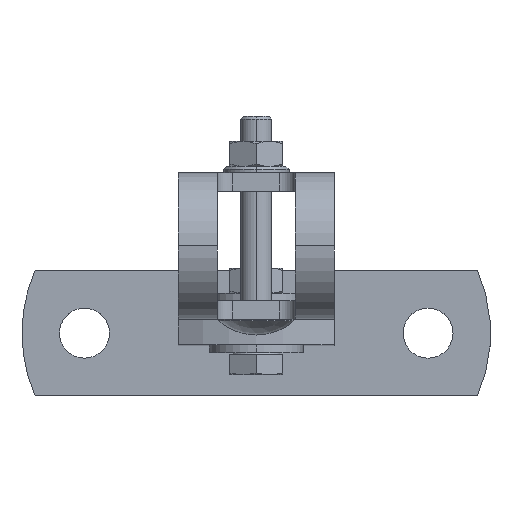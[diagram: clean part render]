
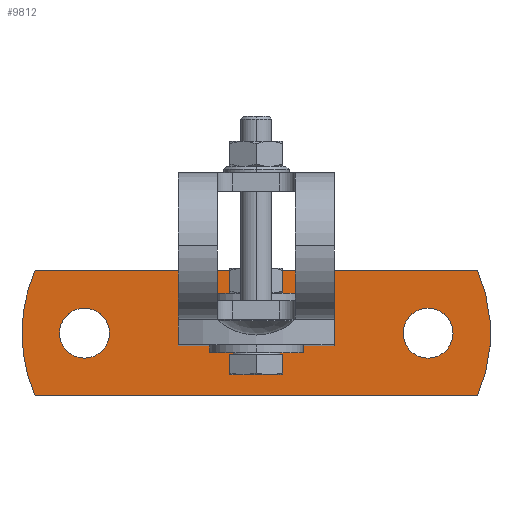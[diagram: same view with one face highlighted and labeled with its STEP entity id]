
A CAD part, top view. The second image highlights one B-rep face of the part: STEP entity #9812.
In plain terms, the highlighted planar face has unit normal (0, 0, 1).
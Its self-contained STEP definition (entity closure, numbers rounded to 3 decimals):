
#313 = ORIENTED_EDGE ( 'NONE', *, *, #5974, .F. ) ;
#353 = VERTEX_POINT ( 'NONE', #5957 ) ;
#399 = DIRECTION ( 'NONE',  ( -1., 0., 0. ) ) ;
#427 = CARTESIAN_POINT ( 'NONE',  ( -55., 0., 8. ) ) ;
#572 = DIRECTION ( 'NONE',  ( 1., 0., 0. ) ) ;
#767 = CIRCLE ( 'NONE', #2118, 8. ) ;
#847 = VECTOR ( 'NONE', #1405, 1000. ) ;
#993 = CIRCLE ( 'NONE', #4506, 8. ) ;
#1375 = ORIENTED_EDGE ( 'NONE', *, *, #8995, .T. ) ;
#1392 = CIRCLE ( 'NONE', #8750, 50. ) ;
#1405 = DIRECTION ( 'NONE',  ( -1., 0., 0. ) ) ;
#1623 = CARTESIAN_POINT ( 'NONE',  ( 63., 0., 8. ) ) ;
#1865 = EDGE_CURVE ( 'NONE', #10422, #6236, #1392, .T. ) ;
#1915 = ORIENTED_EDGE ( 'NONE', *, *, #6994, .T. ) ;
#2118 = AXIS2_PLACEMENT_3D ( 'NONE', #5621, #9330, #6446 ) ;
#2388 = EDGE_CURVE ( 'NONE', #4900, #353, #5273, .T. ) ;
#2632 = CARTESIAN_POINT ( 'NONE',  ( 47., 0., 8. ) ) ;
#2893 = DIRECTION ( 'NONE',  ( 0., 0., -1. ) ) ;
#3478 = ORIENTED_EDGE ( 'NONE', *, *, #2388, .T. ) ;
#3494 = CARTESIAN_POINT ( 'NONE',  ( 70.826, 20., 8. ) ) ;
#3557 = CARTESIAN_POINT ( 'NONE',  ( 25., 0., 8. ) ) ;
#3618 = ORIENTED_EDGE ( 'NONE', *, *, #11196, .T. ) ;
#3636 = DIRECTION ( 'NONE',  ( 0., 0., 1. ) ) ;
#3667 = CIRCLE ( 'NONE', #9687, 50. ) ;
#3683 = VERTEX_POINT ( 'NONE', #2632 ) ;
#3973 = ORIENTED_EDGE ( 'NONE', *, *, #10101, .T. ) ;
#4020 = DIRECTION ( 'NONE',  ( -1., 0., 0. ) ) ;
#4113 = AXIS2_PLACEMENT_3D ( 'NONE', #11334, #2893, #399 ) ;
#4486 = DIRECTION ( 'NONE',  ( 1., 0., 0. ) ) ;
#4506 = AXIS2_PLACEMENT_3D ( 'NONE', #427, #5977, #4020 ) ;
#4529 = CARTESIAN_POINT ( 'NONE',  ( 70.826, -20., 8. ) ) ;
#4539 = FACE_BOUND ( 'NONE', #8643, .T. ) ;
#4900 = VERTEX_POINT ( 'NONE', #7286 ) ;
#5129 = EDGE_LOOP ( 'NONE', ( #6971, #1375, #3478, #1915, #8295 ) ) ;
#5273 = CIRCLE ( 'NONE', #8755, 50. ) ;
#5286 = CARTESIAN_POINT ( 'NONE',  ( -70.826, -20., 8. ) ) ;
#5355 = ORIENTED_EDGE ( 'NONE', *, *, #7024, .F. ) ;
#5383 = FACE_BOUND ( 'NONE', #7134, .T. ) ;
#5442 = FACE_OUTER_BOUND ( 'NONE', #5129, .T. ) ;
#5517 = VERTEX_POINT ( 'NONE', #8373 ) ;
#5523 = DIRECTION ( 'NONE',  ( 1., 0., 0. ) ) ;
#5621 = CARTESIAN_POINT ( 'NONE',  ( 55., 0., 8. ) ) ;
#5957 = CARTESIAN_POINT ( 'NONE',  ( -75., 0., 8. ) ) ;
#5974 = EDGE_CURVE ( 'NONE', #3683, #10413, #9679, .T. ) ;
#5977 = DIRECTION ( 'NONE',  ( 0., 0., -1. ) ) ;
#6048 = VERTEX_POINT ( 'NONE', #9942 ) ;
#6069 = DIRECTION ( 'NONE',  ( 1., 0., 0. ) ) ;
#6199 = CARTESIAN_POINT ( 'NONE',  ( -25., 0., 8. ) ) ;
#6236 = VERTEX_POINT ( 'NONE', #4529 ) ;
#6328 = CARTESIAN_POINT ( 'NONE',  ( -25., 0., 8. ) ) ;
#6446 = DIRECTION ( 'NONE',  ( 1., 0., 0. ) ) ;
#6971 = ORIENTED_EDGE ( 'NONE', *, *, #1865, .F. ) ;
#6994 = EDGE_CURVE ( 'NONE', #353, #8336, #3667, .T. ) ;
#7024 = EDGE_CURVE ( 'NONE', #10413, #3683, #767, .T. ) ;
#7106 = CARTESIAN_POINT ( 'NONE',  ( 70.826, 20., 8. ) ) ;
#7134 = EDGE_LOOP ( 'NONE', ( #3973, #3618 ) ) ;
#7279 = DIRECTION ( 'NONE',  ( 0., 0., -1. ) ) ;
#7286 = CARTESIAN_POINT ( 'NONE',  ( -70.826, 20., 8. ) ) ;
#7480 = VECTOR ( 'NONE', #6069, 1000. ) ;
#7891 = LINE ( 'NONE', #10673, #7480 ) ;
#8295 = ORIENTED_EDGE ( 'NONE', *, *, #9688, .T. ) ;
#8336 = VERTEX_POINT ( 'NONE', #5286 ) ;
#8373 = CARTESIAN_POINT ( 'NONE',  ( -63., 0., 8. ) ) ;
#8643 = EDGE_LOOP ( 'NONE', ( #313, #5355 ) ) ;
#8750 = AXIS2_PLACEMENT_3D ( 'NONE', #10091, #9183, #11704 ) ;
#8755 = AXIS2_PLACEMENT_3D ( 'NONE', #6328, #11012, #572 ) ;
#8995 = EDGE_CURVE ( 'NONE', #10422, #4900, #11780, .T. ) ;
#9146 = DIRECTION ( 'NONE',  ( -1., 0., 0. ) ) ;
#9183 = DIRECTION ( 'NONE',  ( 0., 0., -1. ) ) ;
#9278 = CARTESIAN_POINT ( 'NONE',  ( 55., 0., 8. ) ) ;
#9330 = DIRECTION ( 'NONE',  ( 0., 0., 1. ) ) ;
#9679 = CIRCLE ( 'NONE', #10633, 8. ) ;
#9687 = AXIS2_PLACEMENT_3D ( 'NONE', #6199, #10022, #4486 ) ;
#9688 = EDGE_CURVE ( 'NONE', #8336, #6236, #7891, .T. ) ;
#9812 = ADVANCED_FACE ( 'NONE', ( #5383, #5442, #4539 ), #11850, .F. ) ;
#9942 = CARTESIAN_POINT ( 'NONE',  ( -47., 0., 8. ) ) ;
#10022 = DIRECTION ( 'NONE',  ( 0., 0., 1. ) ) ;
#10091 = CARTESIAN_POINT ( 'NONE',  ( 25., 0., 8. ) ) ;
#10101 = EDGE_CURVE ( 'NONE', #5517, #6048, #993, .T. ) ;
#10413 = VERTEX_POINT ( 'NONE', #1623 ) ;
#10422 = VERTEX_POINT ( 'NONE', #7106 ) ;
#10633 = AXIS2_PLACEMENT_3D ( 'NONE', #9278, #3636, #5523 ) ;
#10673 = CARTESIAN_POINT ( 'NONE',  ( -70.826, -20., 8. ) ) ;
#11012 = DIRECTION ( 'NONE',  ( 0., 0., 1. ) ) ;
#11196 = EDGE_CURVE ( 'NONE', #6048, #5517, #11841, .T. ) ;
#11334 = CARTESIAN_POINT ( 'NONE',  ( -55., 0., 8. ) ) ;
#11704 = DIRECTION ( 'NONE',  ( -1., 0., 0. ) ) ;
#11709 = AXIS2_PLACEMENT_3D ( 'NONE', #3557, #7279, #9146 ) ;
#11780 = LINE ( 'NONE', #3494, #847 ) ;
#11841 = CIRCLE ( 'NONE', #4113, 8. ) ;
#11850 = PLANE ( 'NONE',  #11709 ) ;
